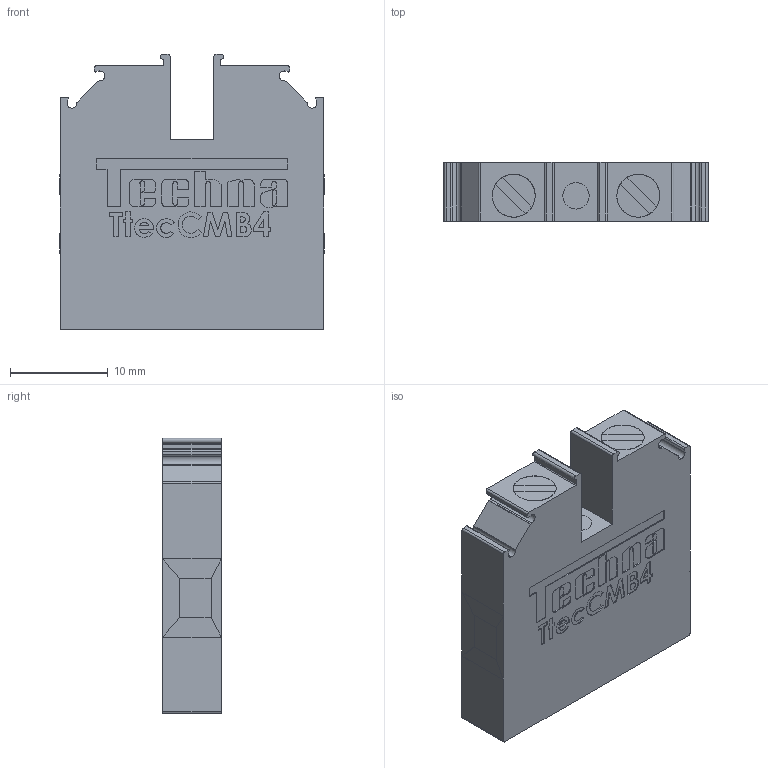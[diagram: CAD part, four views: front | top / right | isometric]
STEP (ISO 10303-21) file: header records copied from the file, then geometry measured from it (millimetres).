
FILE_DESCRIPTION (( 'STEP AP214' ), '1' );
FILE_NAME ('TtecCMB4.STEP', '2020-10-19T11:20:39', ( '' ), ( '' ), 'SwSTEP 2.0', 'SolidWorks 2020', '' );
FILE_SCHEMA (( 'AUTOMOTIVE_DESIGN' ));
Length unit declared in the file: millimetre
Products named in the file (1): TtecCMB4
Bounding box: 27.02 x 6 x 28.19 mm (x, y, z)
Volume: 4016.6 mm3; surface area: 2184 mm2
Topology: 1 solids, 1 shells, 590 faces, 1611 edges, 1066 vertices
Faces by surface type: plane 359, cylinder 163, bspline 68
Entity records: 27785 total; most frequent: CARTESIAN_POINT 7592, ORIENTED_EDGE 3222, DIRECTION 2855, EDGE_CURVE 1611, LINE 1141, VECTOR 1141, VERTEX_POINT 1066, AXIS2_PLACEMENT_3D 857
